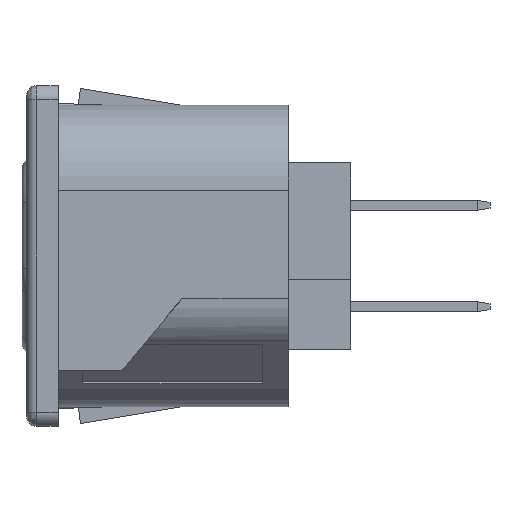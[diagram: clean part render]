
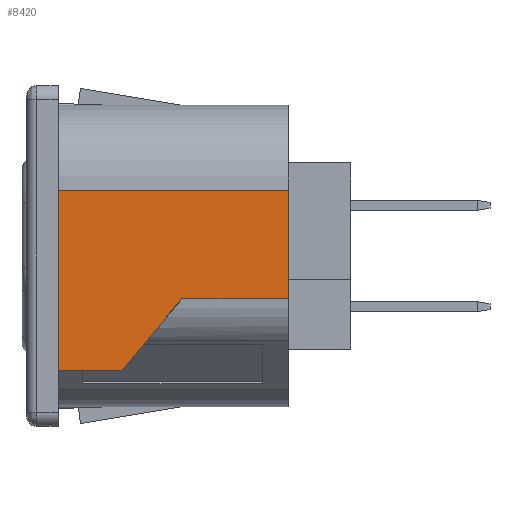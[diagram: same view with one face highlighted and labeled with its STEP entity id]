
A CAD part, left-side view. The second image highlights one B-rep face of the part: STEP entity #8420.
In plain terms, the highlighted planar face has unit normal (-1, 0, 0).
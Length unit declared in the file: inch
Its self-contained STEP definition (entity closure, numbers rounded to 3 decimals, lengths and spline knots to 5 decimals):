
#234 = DIRECTION ( 'NONE',  ( 0., 1., 0. ) ) ;
#590 = EDGE_CURVE ( 'NONE', #12755, #11290, #2710, .T. ) ;
#747 = ORIENTED_EDGE ( 'NONE', *, *, #2927, .F. ) ;
#1137 = VECTOR ( 'NONE', #234, 39.37008 ) ;
#1263 = CARTESIAN_POINT ( 'NONE',  ( -0.62795, 0., 0.20787 ) ) ;
#1458 = LINE ( 'NONE', #4214, #10714 ) ;
#1654 = LINE ( 'NONE', #13283, #1137 ) ;
#1656 = CARTESIAN_POINT ( 'NONE',  ( -0.62795, -0.73268, 0.20787 ) ) ;
#1939 = CARTESIAN_POINT ( 'NONE',  ( -0.62795, -0.20296, -0.36309 ) ) ;
#1962 = DIRECTION ( 'NONE',  ( 0., 0.643, -0.766 ) ) ;
#2481 = PLANE ( 'NONE',  #4316 ) ;
#2669 = LINE ( 'NONE', #7048, #16493 ) ;
#2710 = LINE ( 'NONE', #1656, #12304 ) ;
#2927 = EDGE_CURVE ( 'NONE', #8938, #7137, #1654, .T. ) ;
#3638 = DIRECTION ( 'NONE',  ( 0., 0., 1. ) ) ;
#3905 = CARTESIAN_POINT ( 'NONE',  ( -0.62795, -0.73268, 0.20787 ) ) ;
#4133 = DIRECTION ( 'NONE',  ( 0., 1., 0. ) ) ;
#4214 = CARTESIAN_POINT ( 'NONE',  ( -0.62795, 0., -0.36309 ) ) ;
#4316 = AXIS2_PLACEMENT_3D ( 'NONE', #15170, #9827, #3638 ) ;
#5407 = ORIENTED_EDGE ( 'NONE', *, *, #18747, .F. ) ;
#5644 = DIRECTION ( 'NONE',  ( 0., 0., 1. ) ) ;
#7048 = CARTESIAN_POINT ( 'NONE',  ( -0.62795, -0.73268, -0.13671 ) ) ;
#7137 = VERTEX_POINT ( 'NONE', #11916 ) ;
#7329 = ORIENTED_EDGE ( 'NONE', *, *, #590, .T. ) ;
#7708 = CARTESIAN_POINT ( 'NONE',  ( -0.62795, -0.20296, -0.36309 ) ) ;
#8420 = ADVANCED_FACE ( 'NONE', ( #9273 ), #2481, .T. ) ;
#8938 = VERTEX_POINT ( 'NONE', #17486 ) ;
#9273 = FACE_OUTER_BOUND ( 'NONE', #11407, .T. ) ;
#9827 = DIRECTION ( 'NONE',  ( -1., 0., 0. ) ) ;
#10714 = VECTOR ( 'NONE', #5644, 39.37008 ) ;
#11290 = VERTEX_POINT ( 'NONE', #1263 ) ;
#11407 = EDGE_LOOP ( 'NONE', ( #14683, #7329, #15575, #16476, #5407, #747 ) ) ;
#11916 = CARTESIAN_POINT ( 'NONE',  ( -0.62795, -0.39291, -0.13671 ) ) ;
#11940 = VERTEX_POINT ( 'NONE', #18083 ) ;
#11975 = LINE ( 'NONE', #12061, #14377 ) ;
#12061 = CARTESIAN_POINT ( 'NONE',  ( -0.62795, -0.39291, -0.13671 ) ) ;
#12275 = VERTEX_POINT ( 'NONE', #1939 ) ;
#12304 = VECTOR ( 'NONE', #4133, 39.37008 ) ;
#12755 = VERTEX_POINT ( 'NONE', #3905 ) ;
#12839 = EDGE_CURVE ( 'NONE', #8938, #12755, #2669, .T. ) ;
#12928 = EDGE_CURVE ( 'NONE', #12275, #11940, #15044, .T. ) ;
#13283 = CARTESIAN_POINT ( 'NONE',  ( -0.62795, -0.73268, -0.13671 ) ) ;
#14377 = VECTOR ( 'NONE', #1962, 39.37008 ) ;
#14683 = ORIENTED_EDGE ( 'NONE', *, *, #12839, .T. ) ;
#15044 = LINE ( 'NONE', #7708, #18330 ) ;
#15132 = DIRECTION ( 'NONE',  ( 0., 1., 0. ) ) ;
#15170 = CARTESIAN_POINT ( 'NONE',  ( -0.62795, -0.73268, -0.13671 ) ) ;
#15575 = ORIENTED_EDGE ( 'NONE', *, *, #16872, .F. ) ;
#15908 = DIRECTION ( 'NONE',  ( 0., 0., 1. ) ) ;
#16476 = ORIENTED_EDGE ( 'NONE', *, *, #12928, .F. ) ;
#16493 = VECTOR ( 'NONE', #15908, 39.37008 ) ;
#16872 = EDGE_CURVE ( 'NONE', #11940, #11290, #1458, .T. ) ;
#17486 = CARTESIAN_POINT ( 'NONE',  ( -0.62795, -0.73268, -0.13671 ) ) ;
#18083 = CARTESIAN_POINT ( 'NONE',  ( -0.62795, 0., -0.36309 ) ) ;
#18330 = VECTOR ( 'NONE', #15132, 39.37008 ) ;
#18747 = EDGE_CURVE ( 'NONE', #7137, #12275, #11975, .T. ) ;
